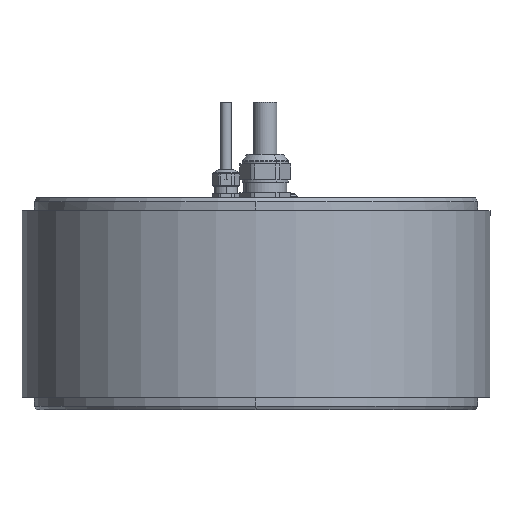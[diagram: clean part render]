
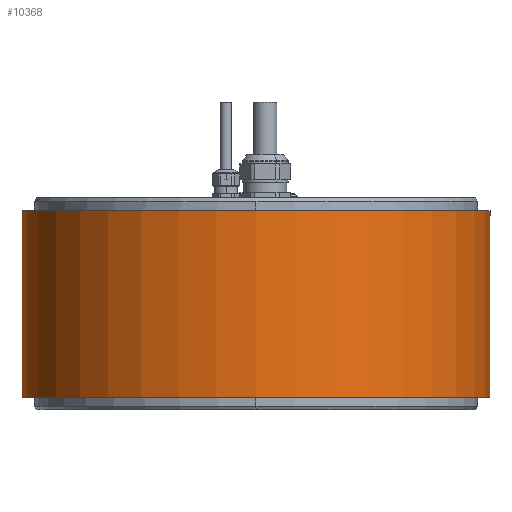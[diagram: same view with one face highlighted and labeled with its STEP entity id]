
A CAD part, front view. The second image highlights one B-rep face of the part: STEP entity #10368.
In plain terms, the highlighted cylindrical face has radius 121.5 mm (diameter 243 mm), a partial arc.
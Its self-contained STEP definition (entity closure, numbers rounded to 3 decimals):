
#2638=CARTESIAN_POINT('',(0.,0.,-6.6));
#2639=DIRECTION('',(0.,0.,1.));
#2640=DIRECTION('',(-0.243,0.97,0.));
#2641=AXIS2_PLACEMENT_3D('',#2638,#2639,#2640);
#2643=DIRECTION('',(0.,0.,1.));
#2644=VECTOR('',#2643,96.8);
#2645=CARTESIAN_POINT('',(29.5,117.864,-103.4));
#2646=LINE('',#2645,#2644);
#2647=CARTESIAN_POINT('',(0.,0.,-103.4));
#2648=DIRECTION('',(0.,0.,-1.));
#2649=DIRECTION('',(0.243,0.97,0.));
#2650=AXIS2_PLACEMENT_3D('',#2647,#2648,#2649);
#2652=DIRECTION('',(0.,0.,1.));
#2653=VECTOR('',#2652,96.8);
#2654=CARTESIAN_POINT('',(-29.5,117.864,-103.4));
#2655=LINE('',#2654,#2653);
#4965=CARTESIAN_POINT('',(-29.5,117.864,-103.4));
#4966=CARTESIAN_POINT('',(29.5,117.864,-103.4));
#4967=VERTEX_POINT('',#4965);
#4968=VERTEX_POINT('',#4966);
#4969=CARTESIAN_POINT('',(-29.5,117.864,-6.6));
#4970=CARTESIAN_POINT('',(29.5,117.864,-6.6));
#4971=VERTEX_POINT('',#4969);
#4972=VERTEX_POINT('',#4970);
#10357=CARTESIAN_POINT('',(0.,0.,-1.76));
#10358=DIRECTION('',(0.,0.,-1.));
#10359=DIRECTION('',(1.,0.,0.));
#10360=AXIS2_PLACEMENT_3D('',#10357,#10358,#10359);
#10361=CYLINDRICAL_SURFACE('',#10360,121.5);
#10362=ORIENTED_EDGE('',*,*,#10306,.T.);
#10363=ORIENTED_EDGE('',*,*,#10322,.F.);
#10364=ORIENTED_EDGE('',*,*,#10346,.T.);
#10365=ORIENTED_EDGE('',*,*,#10325,.T.);
#10366=EDGE_LOOP('',(#10362,#10363,#10364,#10365));
#10367=FACE_OUTER_BOUND('',#10366,.F.);
#10368=ADVANCED_FACE('',(#10367),#10361,.T.);
#2642=CIRCLE('',#2641,121.5);
#2651=CIRCLE('',#2650,121.5);
#10306=EDGE_CURVE('',#4971,#4972,#2642,.T.);
#10322=EDGE_CURVE('',#4968,#4972,#2646,.T.);
#10325=EDGE_CURVE('',#4967,#4971,#2655,.T.);
#10346=EDGE_CURVE('',#4968,#4967,#2651,.T.);
